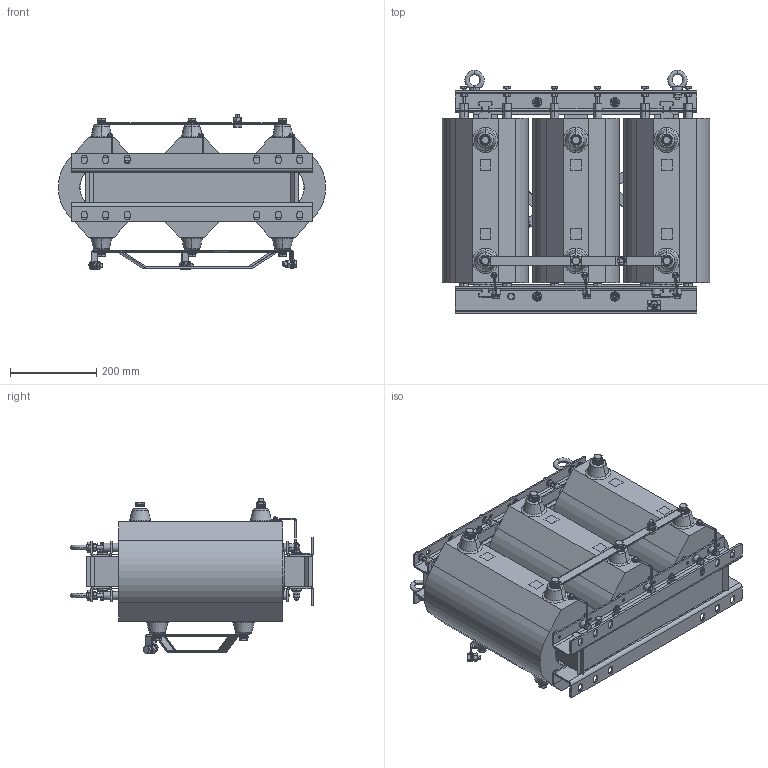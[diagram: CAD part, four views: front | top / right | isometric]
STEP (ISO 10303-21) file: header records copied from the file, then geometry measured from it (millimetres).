
FILE_DESCRIPTION (( 'STEP AP214' ), '1' );
FILE_NAME ('ﾒﾋﾑ-10 ﾄ.Y.STEP', '2022-11-08T08:55:40', ( '' ), ( '' ), 'SwSTEP 2.0', 'SolidWorks 2010', '' );
FILE_SCHEMA (( 'AUTOMOTIVE_DESIGN' ));
Length unit declared in the file: millimetre
Products named in the file (1): ﾒﾋﾑ-10 ﾄ.Y
Bounding box: 620 x 563.5 x 361 mm (x, y, z)
Surface area: 2792032.5 mm2 (no closed solid volume)
Topology: 0 solids, 343 shells, 1833 faces, 6019 edges, 4395 vertices
Faces by surface type: plane 905, cylinder 591, cone 254, torus 64, bspline 11, sphere 8
Entity records: 92761 total; most frequent: CARTESIAN_POINT 20519, DIRECTION 11207, ORIENTED_EDGE 9115, EDGE_CURVE 6019, VERTEX_POINT 4395, AXIS2_PLACEMENT_3D 4293, LINE 2621, VECTOR 2621
